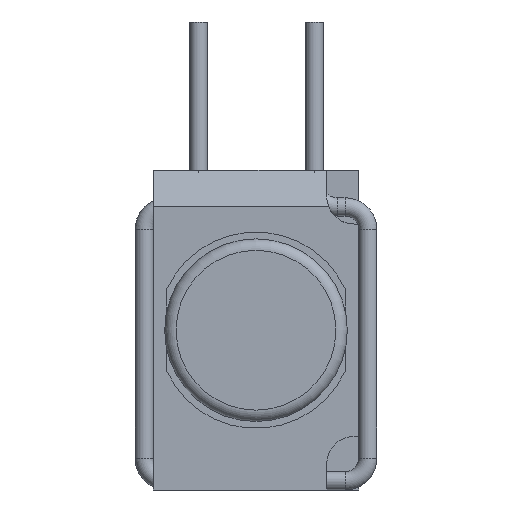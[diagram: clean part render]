
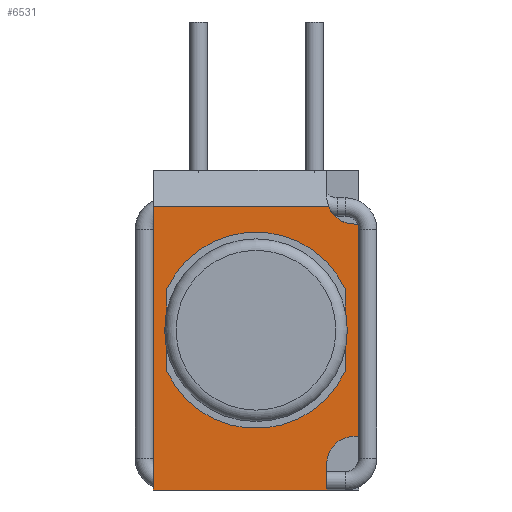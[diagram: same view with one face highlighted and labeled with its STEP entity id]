
A CAD part, front view. The second image highlights one B-rep face of the part: STEP entity #6531.
In plain terms, the highlighted planar face has unit normal (0, -1, 0).
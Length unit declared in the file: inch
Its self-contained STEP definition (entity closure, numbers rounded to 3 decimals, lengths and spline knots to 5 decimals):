
#1403=CARTESIAN_POINT('',(0.08858,-0.22953,0.09154));
#1404=VERTEX_POINT('',#1403);
#1411=CARTESIAN_POINT('',(0.08858,-0.22953,-0.09154));
#1412=VERTEX_POINT('',#1411);
#1413=CARTESIAN_POINT('',(0.08858,-0.22953,-0.09154));
#1414=DIRECTION('',(0.0,0.0,1.0));
#1415=VECTOR('',#1414,0.18307);
#1416=LINE('',#1413,#1415);
#1417=EDGE_CURVE('',#1412,#1404,#1416,.T.);
#6105=CARTESIAN_POINT('',(0.08465,-0.22953,-0.09154));
#6106=VERTEX_POINT('',#6105);
#6113=CARTESIAN_POINT('',(0.06102,-0.22953,-0.11516));
#6114=VERTEX_POINT('',#6113);
#6115=CARTESIAN_POINT('',(0.08465,-0.22953,-0.11516));
#6116=DIRECTION('',(0.0,1.0,0.0));
#6117=DIRECTION('',(0.0,0.0,1.0));
#6118=AXIS2_PLACEMENT_3D('',#6115,#6116,#6117);
#6119=CIRCLE('',#6118,0.02362);
#6120=EDGE_CURVE('',#6114,#6106,#6119,.T.);
#6138=CARTESIAN_POINT('',(0.06102,-0.22953,-0.1378));
#6139=VERTEX_POINT('',#6138);
#6140=CARTESIAN_POINT('',(0.06102,-0.22953,-0.1378));
#6141=DIRECTION('',(0.0,0.0,1.0));
#6142=VECTOR('',#6141,0.02264);
#6143=LINE('',#6140,#6142);
#6144=EDGE_CURVE('',#6139,#6114,#6143,.T.);
#6170=CARTESIAN_POINT('',(0.08465,-0.22953,-0.09154));
#6171=DIRECTION('',(1.0,0.0,0.0));
#6172=VECTOR('',#6171,0.00394);
#6173=LINE('',#6170,#6172);
#6174=EDGE_CURVE('',#6106,#1412,#6173,.T.);
#6208=CARTESIAN_POINT('',(0.06275,-0.22953,0.1063));
#6209=VERTEX_POINT('',#6208);
#6217=CARTESIAN_POINT('',(0.08465,-0.22953,0.09154));
#6218=VERTEX_POINT('',#6217);
#6219=CARTESIAN_POINT('',(0.08465,-0.22953,0.11516));
#6220=DIRECTION('',(0.0,1.0,0.0));
#6221=DIRECTION('',(-1.0,0.0,0.0));
#6222=AXIS2_PLACEMENT_3D('',#6219,#6220,#6221);
#6223=CIRCLE('',#6222,0.02362);
#6224=EDGE_CURVE('',#6218,#6209,#6223,.T.);
#6245=CARTESIAN_POINT('',(0.08858,-0.22953,0.09154));
#6246=DIRECTION('',(-1.0,0.0,0.0));
#6247=VECTOR('',#6246,0.00394);
#6248=LINE('',#6245,#6247);
#6249=EDGE_CURVE('',#1404,#6218,#6248,.T.);
#6297=CARTESIAN_POINT('',(-0.08858,-0.22953,0.1063));
#6298=VERTEX_POINT('',#6297);
#6305=CARTESIAN_POINT('',(0.06275,-0.22953,0.1063));
#6306=DIRECTION('',(-1.0,0.0,0.0));
#6307=VECTOR('',#6306,0.15133);
#6308=LINE('',#6305,#6307);
#6309=EDGE_CURVE('',#6209,#6298,#6308,.T.);
#6370=CARTESIAN_POINT('',(-0.07677,-0.22953,-0.03565));
#6371=VERTEX_POINT('',#6370);
#6378=CARTESIAN_POINT('',(0.07677,-0.22953,-0.03565));
#6379=VERTEX_POINT('',#6378);
#6380=CARTESIAN_POINT('',(0.0,-0.22953,0.0));
#6381=DIRECTION('',(0.0,1.0,0.0));
#6382=DIRECTION('',(-0.907,0.0,-0.421));
#6383=AXIS2_PLACEMENT_3D('',#6380,#6381,#6382);
#6384=CIRCLE('',#6383,0.08465);
#6385=EDGE_CURVE('',#6379,#6371,#6384,.T.);
#6409=CARTESIAN_POINT('',(-0.07677,-0.22953,0.03565));
#6410=VERTEX_POINT('',#6409);
#6417=CARTESIAN_POINT('',(-0.07677,-0.22953,-0.03565));
#6418=DIRECTION('',(0.0,0.0,1.0));
#6419=VECTOR('',#6418,0.0713);
#6420=LINE('',#6417,#6419);
#6421=EDGE_CURVE('',#6371,#6410,#6420,.T.);
#6441=CARTESIAN_POINT('',(0.07677,-0.22953,0.03565));
#6442=VERTEX_POINT('',#6441);
#6449=CARTESIAN_POINT('',(0.0,-0.22953,0.0));
#6450=DIRECTION('',(0.0,1.0,0.0));
#6451=DIRECTION('',(0.907,0.0,0.421));
#6452=AXIS2_PLACEMENT_3D('',#6449,#6450,#6451);
#6453=CIRCLE('',#6452,0.08465);
#6454=EDGE_CURVE('',#6410,#6442,#6453,.T.);
#6472=CARTESIAN_POINT('',(0.07677,-0.22953,0.03565));
#6473=DIRECTION('',(0.0,0.0,-1.0));
#6474=VECTOR('',#6473,0.0713);
#6475=LINE('',#6472,#6474);
#6476=EDGE_CURVE('',#6442,#6379,#6475,.T.);
#6497=CARTESIAN_POINT('',(-0.09744,-0.22953,0.1185));
#6498=DIRECTION('',(0.0,-1.0,0.0));
#6499=DIRECTION('',(0.0,0.0,-1.0));
#6500=AXIS2_PLACEMENT_3D('',#6497,#6498,#6499);
#6501=PLANE('',#6500);
#6502=ORIENTED_EDGE('',*,*,#6174,.T.);
#6503=ORIENTED_EDGE('',*,*,#1417,.T.);
#6504=ORIENTED_EDGE('',*,*,#6249,.T.);
#6505=ORIENTED_EDGE('',*,*,#6224,.T.);
#6506=ORIENTED_EDGE('',*,*,#6309,.T.);
#6507=CARTESIAN_POINT('',(-0.08858,-0.22953,-0.1378));
#6508=VERTEX_POINT('',#6507);
#6509=CARTESIAN_POINT('',(-0.08858,-0.22953,0.1063));
#6510=DIRECTION('',(0.0,0.0,-1.0));
#6511=VECTOR('',#6510,0.24409);
#6512=LINE('',#6509,#6511);
#6513=EDGE_CURVE('',#6298,#6508,#6512,.T.);
#6514=ORIENTED_EDGE('',*,*,#6513,.T.);
#6515=CARTESIAN_POINT('',(-0.08858,-0.22953,-0.1378));
#6516=DIRECTION('',(1.0,0.0,0.0));
#6517=VECTOR('',#6516,0.14961);
#6518=LINE('',#6515,#6517);
#6519=EDGE_CURVE('',#6508,#6139,#6518,.T.);
#6520=ORIENTED_EDGE('',*,*,#6519,.T.);
#6521=ORIENTED_EDGE('',*,*,#6144,.T.);
#6522=ORIENTED_EDGE('',*,*,#6120,.T.);
#6523=EDGE_LOOP('',(#6502,#6503,#6504,#6505,#6506,#6514,#6520,#6521,#6522));
#6524=FACE_OUTER_BOUND('',#6523,.T.);
#6525=ORIENTED_EDGE('',*,*,#6385,.T.);
#6526=ORIENTED_EDGE('',*,*,#6421,.T.);
#6527=ORIENTED_EDGE('',*,*,#6454,.T.);
#6528=ORIENTED_EDGE('',*,*,#6476,.T.);
#6529=EDGE_LOOP('',(#6525,#6526,#6527,#6528));
#6530=FACE_BOUND('',#6529,.T.);
#6531=ADVANCED_FACE('',(#6524,#6530),#6501,.T.);
